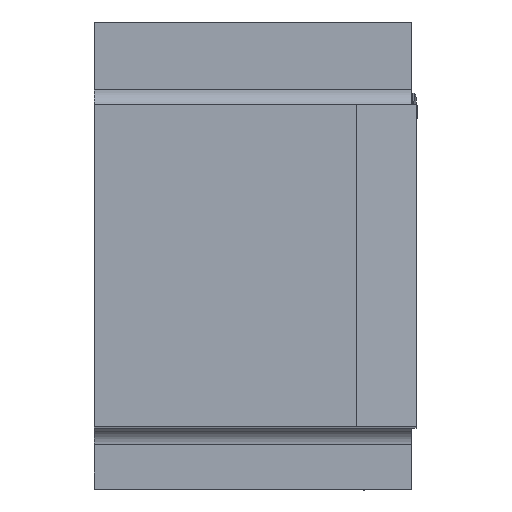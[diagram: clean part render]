
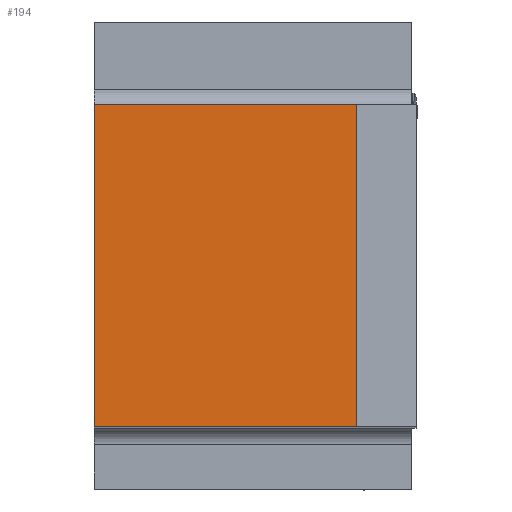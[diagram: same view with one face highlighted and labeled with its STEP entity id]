
A CAD part, top view. The second image highlights one B-rep face of the part: STEP entity #194.
In plain terms, the highlighted planar face has unit normal (0, 0, 1).
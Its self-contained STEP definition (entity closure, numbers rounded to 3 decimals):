
#194=ADVANCED_FACE('CU_BACK_SU1',(#327),#278,.F.);
#278=PLANE('',#1871);
#327=FACE_OUTER_BOUND('',#414,.T.);
#414=EDGE_LOOP('',(#932,#933,#934,#935));
#490=LINE('',#2485,#644);
#507=LINE('',#2531,#661);
#515=LINE('',#2550,#669);
#553=LINE('',#2701,#707);
#644=VECTOR('',#1997,1.);
#661=VECTOR('',#2036,1.);
#669=VECTOR('',#2050,1.);
#707=VECTOR('',#2152,1.);
#932=ORIENTED_EDGE('',*,*,#1479,.T.);
#933=ORIENTED_EDGE('',*,*,#1553,.T.);
#934=ORIENTED_EDGE('',*,*,#1489,.T.);
#935=ORIENTED_EDGE('',*,*,#1456,.F.);
#1295=VERTEX_POINT('',#2484);
#1296=VERTEX_POINT('',#2486);
#1312=VERTEX_POINT('',#2529);
#1318=VERTEX_POINT('',#2542);
#1456=EDGE_CURVE('',#1295,#1296,#490,.T.);
#1479=EDGE_CURVE('',#1295,#1312,#507,.T.);
#1489=EDGE_CURVE('',#1318,#1296,#515,.T.);
#1553=EDGE_CURVE('',#1312,#1318,#553,.T.);
#1871=AXIS2_PLACEMENT_3D('',#2702,#2153,#2154);
#1997=DIRECTION('',(0.,1.,0.));
#2036=DIRECTION('',(1.,0.,0.));
#2050=DIRECTION('',(-1.,0.,0.));
#2152=DIRECTION('',(0.,1.,0.));
#2153=DIRECTION('',(0.,0.,-1.));
#2154=DIRECTION('',(-1.,0.,0.));
#2484=CARTESIAN_POINT('',(0.,0.,0.));
#2485=CARTESIAN_POINT('',(0.,35.925,0.));
#2486=CARTESIAN_POINT('',(0.,15.925,0.));
#2529=CARTESIAN_POINT('',(12.951,0.,0.));
#2531=CARTESIAN_POINT('',(38.804,0.,0.));
#2542=CARTESIAN_POINT('',(12.951,15.925,0.));
#2550=CARTESIAN_POINT('',(38.804,15.925,0.));
#2701=CARTESIAN_POINT('',(12.951,0.,0.));
#2702=CARTESIAN_POINT('',(38.804,35.925,0.));
